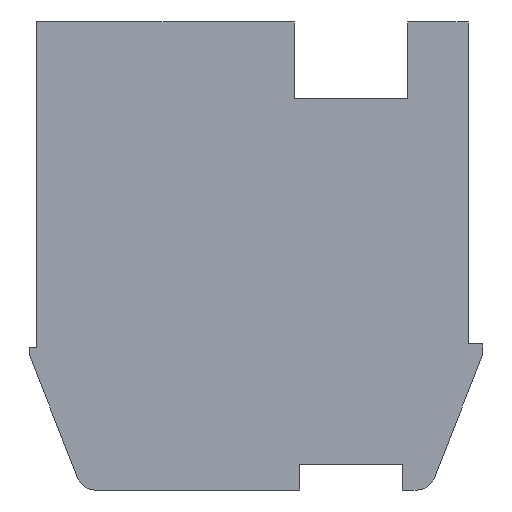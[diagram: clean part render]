
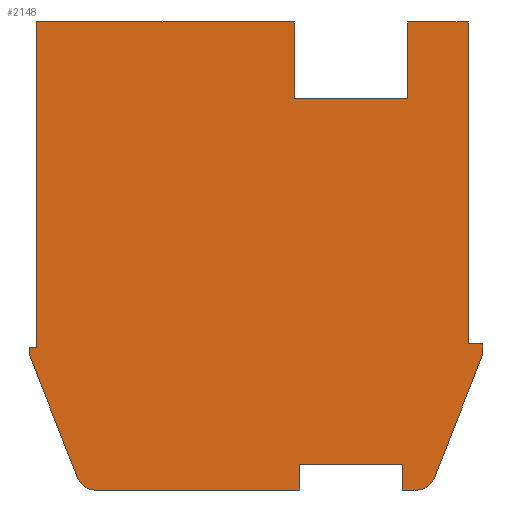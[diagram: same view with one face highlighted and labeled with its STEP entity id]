
A CAD part, front view. The second image highlights one B-rep face of the part: STEP entity #2148.
In plain terms, the highlighted planar face has unit normal (0, -1, 0).
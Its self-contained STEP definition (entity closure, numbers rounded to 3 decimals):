
#1=DIRECTION('',(-0.365,0.,-0.931));
#2=VECTOR('',#1,3.633);
#3=CARTESIAN_POINT('',(6.2,0.,-2.7));
#4=LINE('',#3,#2);
#5=CARTESIAN_POINT('',(4.409,0.,-5.9));
#6=DIRECTION('',(0.,1.,0.));
#7=DIRECTION('',(0.931,0.,-0.365));
#8=AXIS2_PLACEMENT_3D('',#5,#6,#7);
#10=DIRECTION('',(-1.,0.,0.));
#11=VECTOR('',#10,0.409);
#12=CARTESIAN_POINT('',(4.409,0.,-6.4));
#13=LINE('',#12,#11);
#14=DIRECTION('',(0.,0.,1.));
#15=VECTOR('',#14,0.7);
#16=CARTESIAN_POINT('',(4.,0.,-6.4));
#17=LINE('',#16,#15);
#18=DIRECTION('',(-1.,0.,0.));
#19=VECTOR('',#18,2.8);
#20=CARTESIAN_POINT('',(4.,0.,-5.7));
#21=LINE('',#20,#19);
#22=DIRECTION('',(0.,0.,-1.));
#23=VECTOR('',#22,0.7);
#24=CARTESIAN_POINT('',(1.2,0.,-5.7));
#25=LINE('',#24,#23);
#26=DIRECTION('',(-1.,0.,0.));
#27=VECTOR('',#26,5.609);
#28=CARTESIAN_POINT('',(1.2,0.,-6.4));
#29=LINE('',#28,#27);
#30=CARTESIAN_POINT('',(-4.409,0.,-5.9));
#31=DIRECTION('',(0.,1.,0.));
#32=DIRECTION('',(0.,0.,-1.));
#33=AXIS2_PLACEMENT_3D('',#30,#31,#32);
#35=DIRECTION('',(-0.365,0.,0.931));
#36=VECTOR('',#35,3.633);
#37=CARTESIAN_POINT('',(-4.874,0.,-6.082));
#38=LINE('',#37,#36);
#39=DIRECTION('',(0.,0.,1.));
#40=VECTOR('',#39,0.2);
#41=CARTESIAN_POINT('',(-6.2,0.,-2.7));
#42=LINE('',#41,#40);
#43=DIRECTION('',(1.,0.,0.));
#44=VECTOR('',#43,0.2);
#45=CARTESIAN_POINT('',(-6.2,0.,-2.5));
#46=LINE('',#45,#44);
#47=DIRECTION('',(0.,0.,1.));
#48=VECTOR('',#47,8.9);
#49=CARTESIAN_POINT('',(-6.,0.,-2.5));
#50=LINE('',#49,#48);
#51=DIRECTION('',(1.,0.,0.));
#52=VECTOR('',#51,7.05);
#53=CARTESIAN_POINT('',(-6.,0.,6.4));
#54=LINE('',#53,#52);
#55=DIRECTION('',(0.,0.,-1.));
#56=VECTOR('',#55,2.1);
#57=CARTESIAN_POINT('',(1.05,0.,6.4));
#58=LINE('',#57,#56);
#59=DIRECTION('',(1.,0.,0.));
#60=VECTOR('',#59,3.1);
#61=CARTESIAN_POINT('',(1.05,0.,4.3));
#62=LINE('',#61,#60);
#63=DIRECTION('',(0.,0.,1.));
#64=VECTOR('',#63,2.1);
#65=CARTESIAN_POINT('',(4.15,0.,4.3));
#66=LINE('',#65,#64);
#67=DIRECTION('',(1.,0.,0.));
#68=VECTOR('',#67,1.65);
#69=CARTESIAN_POINT('',(4.15,0.,6.4));
#70=LINE('',#69,#68);
#71=DIRECTION('',(0.,0.,-1.));
#72=VECTOR('',#71,8.8);
#73=CARTESIAN_POINT('',(5.8,0.,6.4));
#74=LINE('',#73,#72);
#75=DIRECTION('',(1.,0.,0.));
#76=VECTOR('',#75,0.4);
#77=CARTESIAN_POINT('',(5.8,0.,-2.4));
#78=LINE('',#77,#76);
#79=DIRECTION('',(0.,0.,-1.));
#80=VECTOR('',#79,0.3);
#81=CARTESIAN_POINT('',(6.2,0.,-2.4));
#82=LINE('',#81,#80);
#1601=CARTESIAN_POINT('',(6.2,0.,-2.7));
#1602=CARTESIAN_POINT('',(4.874,0.,-6.082));
#1603=VERTEX_POINT('',#1601);
#1604=VERTEX_POINT('',#1602);
#1605=CARTESIAN_POINT('',(4.409,0.,-6.4));
#1606=VERTEX_POINT('',#1605);
#1607=CARTESIAN_POINT('',(4.,0.,-6.4));
#1608=VERTEX_POINT('',#1607);
#1609=CARTESIAN_POINT('',(4.,0.,-5.7));
#1610=VERTEX_POINT('',#1609);
#1611=CARTESIAN_POINT('',(1.2,0.,-5.7));
#1612=VERTEX_POINT('',#1611);
#1613=CARTESIAN_POINT('',(1.2,0.,-6.4));
#1614=VERTEX_POINT('',#1613);
#1615=CARTESIAN_POINT('',(-4.409,0.,-6.4));
#1616=VERTEX_POINT('',#1615);
#1617=CARTESIAN_POINT('',(-4.874,0.,-6.082));
#1618=VERTEX_POINT('',#1617);
#1619=CARTESIAN_POINT('',(-6.2,0.,-2.7));
#1620=VERTEX_POINT('',#1619);
#1621=CARTESIAN_POINT('',(-6.2,0.,-2.5));
#1622=VERTEX_POINT('',#1621);
#1623=CARTESIAN_POINT('',(-6.,0.,-2.5));
#1624=VERTEX_POINT('',#1623);
#1625=CARTESIAN_POINT('',(-6.,0.,6.4));
#1626=VERTEX_POINT('',#1625);
#1627=CARTESIAN_POINT('',(1.05,0.,6.4));
#1628=VERTEX_POINT('',#1627);
#1629=CARTESIAN_POINT('',(1.05,0.,4.3));
#1630=VERTEX_POINT('',#1629);
#1631=CARTESIAN_POINT('',(4.15,0.,4.3));
#1632=VERTEX_POINT('',#1631);
#1633=CARTESIAN_POINT('',(4.15,0.,6.4));
#1634=VERTEX_POINT('',#1633);
#1635=CARTESIAN_POINT('',(5.8,0.,6.4));
#1636=VERTEX_POINT('',#1635);
#1637=CARTESIAN_POINT('',(5.8,0.,-2.4));
#1638=VERTEX_POINT('',#1637);
#1639=CARTESIAN_POINT('',(6.2,0.,-2.4));
#1640=VERTEX_POINT('',#1639);
#2101=CARTESIAN_POINT('',(0.,0.,0.));
#2102=DIRECTION('',(0.,1.,0.));
#2103=DIRECTION('',(1.,0.,0.));
#2104=AXIS2_PLACEMENT_3D('',#2101,#2102,#2103);
#2105=PLANE('',#2104);
#2107=ORIENTED_EDGE('',*,*,#2106,.T.);
#2109=ORIENTED_EDGE('',*,*,#2108,.T.);
#2111=ORIENTED_EDGE('',*,*,#2110,.T.);
#2113=ORIENTED_EDGE('',*,*,#2112,.T.);
#2115=ORIENTED_EDGE('',*,*,#2114,.T.);
#2117=ORIENTED_EDGE('',*,*,#2116,.T.);
#2119=ORIENTED_EDGE('',*,*,#2118,.T.);
#2121=ORIENTED_EDGE('',*,*,#2120,.T.);
#2123=ORIENTED_EDGE('',*,*,#2122,.T.);
#2125=ORIENTED_EDGE('',*,*,#2124,.T.);
#2127=ORIENTED_EDGE('',*,*,#2126,.T.);
#2129=ORIENTED_EDGE('',*,*,#2128,.T.);
#2131=ORIENTED_EDGE('',*,*,#2130,.T.);
#2133=ORIENTED_EDGE('',*,*,#2132,.T.);
#2135=ORIENTED_EDGE('',*,*,#2134,.T.);
#2137=ORIENTED_EDGE('',*,*,#2136,.T.);
#2139=ORIENTED_EDGE('',*,*,#2138,.T.);
#2141=ORIENTED_EDGE('',*,*,#2140,.T.);
#2143=ORIENTED_EDGE('',*,*,#2142,.T.);
#2145=ORIENTED_EDGE('',*,*,#2144,.T.);
#2146=EDGE_LOOP('',(#2107,#2109,#2111,#2113,#2115,#2117,#2119,#2121,#2123,#2125,
#2127,#2129,#2131,#2133,#2135,#2137,#2139,#2141,#2143,#2145));
#2147=FACE_OUTER_BOUND('',#2146,.F.);
#2148=ADVANCED_FACE('',(#2147),#2105,.F.);
#9=CIRCLE('',#8,0.5);
#34=CIRCLE('',#33,0.5);
#2106=EDGE_CURVE('',#1603,#1604,#4,.T.);
#2108=EDGE_CURVE('',#1604,#1606,#9,.T.);
#2110=EDGE_CURVE('',#1606,#1608,#13,.T.);
#2112=EDGE_CURVE('',#1608,#1610,#17,.T.);
#2114=EDGE_CURVE('',#1610,#1612,#21,.T.);
#2116=EDGE_CURVE('',#1612,#1614,#25,.T.);
#2118=EDGE_CURVE('',#1614,#1616,#29,.T.);
#2120=EDGE_CURVE('',#1616,#1618,#34,.T.);
#2122=EDGE_CURVE('',#1618,#1620,#38,.T.);
#2124=EDGE_CURVE('',#1620,#1622,#42,.T.);
#2126=EDGE_CURVE('',#1622,#1624,#46,.T.);
#2128=EDGE_CURVE('',#1624,#1626,#50,.T.);
#2130=EDGE_CURVE('',#1626,#1628,#54,.T.);
#2132=EDGE_CURVE('',#1628,#1630,#58,.T.);
#2134=EDGE_CURVE('',#1630,#1632,#62,.T.);
#2136=EDGE_CURVE('',#1632,#1634,#66,.T.);
#2138=EDGE_CURVE('',#1634,#1636,#70,.T.);
#2140=EDGE_CURVE('',#1636,#1638,#74,.T.);
#2142=EDGE_CURVE('',#1638,#1640,#78,.T.);
#2144=EDGE_CURVE('',#1640,#1603,#82,.T.);
